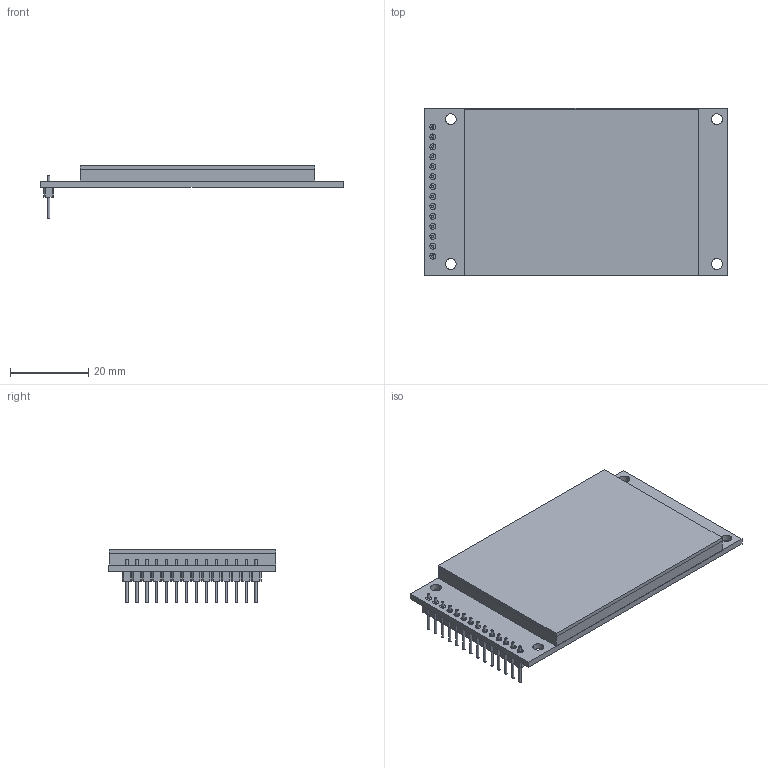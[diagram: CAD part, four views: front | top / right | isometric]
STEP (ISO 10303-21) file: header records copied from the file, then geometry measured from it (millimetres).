
FILE_DESCRIPTION(('FreeCAD Model'),'2;1');
FILE_NAME('ILI9341-2_4.step','2018-03-08T17:13:34',('Author'),(''), 'Open CASCADE STEP processor 6.8','FreeCAD','Unknown');
FILE_SCHEMA(('AUTOMOTIVE_DESIGN_CC2 { 1 2 10303 214 -1 1 5 4 }'));
Length unit declared in the file: millimetre
Products named in the file (7): ASSEMBLY; PCB; LCD; Socket; Pads; Touchscreen; Pin_Header_1x14
Assembly tree (6 placements, depth 2):
  ASSEMBLY
    PCB
    LCD
    Socket
    Pads
    Touchscreen
    Pin_Header_1x14
Bounding box: 77.2 x 42.8 x 13.6 mm (x, y, z)
Volume: 15716.4 mm3; surface area: 24750.9 mm2
Topology: 19 solids, 19 shells, 273 faces, 566 edges, 360 vertices
Faces by surface type: plane 199, cylinder 74
Full cylindrical faces by diameter (mm): 0.6 x42, 1.5 x28, 2.8 x4
Entity records: 8954 total; most frequent: DIRECTION 1274, CARTESIAN_POINT 1206, ORIENTED_EDGE 1132, EDGE_CURVE 566, AXIS2_PLACEMENT_3D 428, LINE 418, VECTOR 418, FACE_BOUND 366
